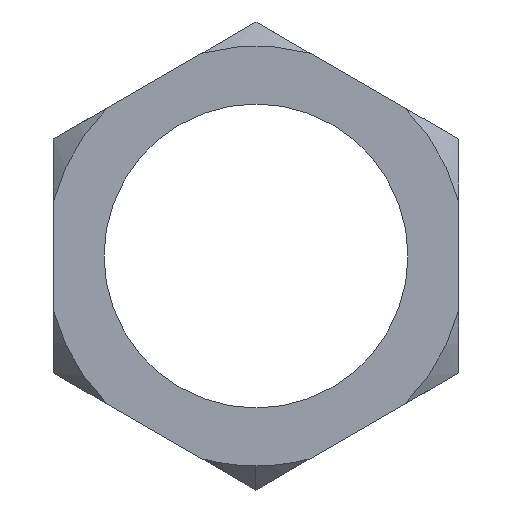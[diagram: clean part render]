
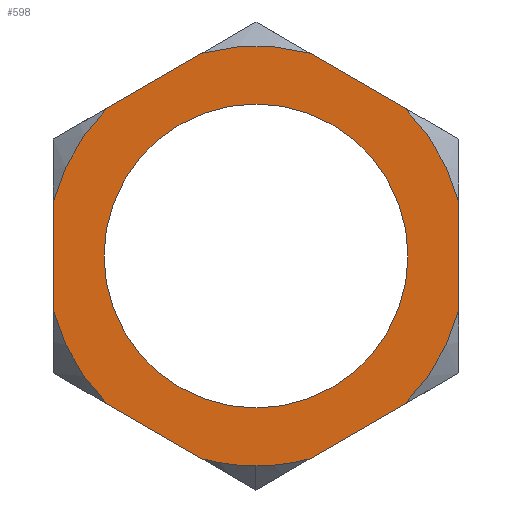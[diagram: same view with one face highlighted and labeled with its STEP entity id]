
A CAD part, left-side view. The second image highlights one B-rep face of the part: STEP entity #598.
In plain terms, the highlighted planar face has unit normal (-1, 0, 0).
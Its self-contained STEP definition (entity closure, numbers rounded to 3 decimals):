
#11 = ORIENTED_EDGE ( 'NONE', *, *, #2283, .F. ) ;
#32 = VERTEX_POINT ( 'NONE', #1032 ) ;
#43 = CIRCLE ( 'NONE', #1561, 21.749 ) ;
#44 = CARTESIAN_POINT ( 'NONE',  ( -9.5, -21., -12.124 ) ) ;
#73 = LINE ( 'NONE', #1870, #454 ) ;
#114 = VERTEX_POINT ( 'NONE', #2228 ) ;
#156 = DIRECTION ( 'NONE',  ( -1., 0., 0. ) ) ;
#159 = LINE ( 'NONE', #1942, #2844 ) ;
#228 = EDGE_CURVE ( 'NONE', #1354, #3454, #887, .T. ) ;
#234 = AXIS2_PLACEMENT_3D ( 'NONE', #2999, #156, #2321 ) ;
#244 = CARTESIAN_POINT ( 'NONE',  ( -9.5, -21., -5.657 ) ) ;
#317 = CARTESIAN_POINT ( 'NONE',  ( -9.5, 0., 15.75 ) ) ;
#380 = CARTESIAN_POINT ( 'NONE',  ( -9.5, -15.399, 15.358 ) ) ;
#454 = VECTOR ( 'NONE', #3844, 1000. ) ;
#503 = ORIENTED_EDGE ( 'NONE', *, *, #1134, .F. ) ;
#515 = ORIENTED_EDGE ( 'NONE', *, *, #2375, .T. ) ;
#557 = ORIENTED_EDGE ( 'NONE', *, *, #1555, .T. ) ;
#571 = ORIENTED_EDGE ( 'NONE', *, *, #941, .F. ) ;
#577 = VECTOR ( 'NONE', #2032, 1000. ) ;
#588 = CARTESIAN_POINT ( 'NONE',  ( -9.5, 0., 0. ) ) ;
#598 = ADVANCED_FACE ( 'NONE', ( #855, #2123 ), #1546, .F. ) ;
#695 = DIRECTION ( 'NONE',  ( -1., 0., 0. ) ) ;
#737 = VERTEX_POINT ( 'NONE', #317 ) ;
#763 = DIRECTION ( 'NONE',  ( 0., 0., -1. ) ) ;
#777 = DIRECTION ( 'NONE',  ( -1., 0., 0. ) ) ;
#799 = DIRECTION ( 'NONE',  ( 0., 0., 1. ) ) ;
#801 = CARTESIAN_POINT ( 'NONE',  ( -9.5, 0., 0. ) ) ;
#803 = EDGE_LOOP ( 'NONE', ( #2810, #3758, #503, #1368, #571, #2698, #11, #557, #812, #3267, #2572, #515, #1662 ) ) ;
#812 = ORIENTED_EDGE ( 'NONE', *, *, #1441, .F. ) ;
#829 = EDGE_CURVE ( 'NONE', #737, #1044, #2946, .T. ) ;
#855 = FACE_BOUND ( 'NONE', #3336, .T. ) ;
#856 = DIRECTION ( 'NONE',  ( 0., 0., 1. ) ) ;
#887 = CIRCLE ( 'NONE', #234, 21.749 ) ;
#914 = DIRECTION ( 'NONE',  ( 0., 0., 1. ) ) ;
#941 = EDGE_CURVE ( 'NONE', #2941, #3454, #1469, .T. ) ;
#962 = AXIS2_PLACEMENT_3D ( 'NONE', #3680, #1447, #763 ) ;
#1032 = CARTESIAN_POINT ( 'NONE',  ( -9.5, 15.399, -15.358 ) ) ;
#1044 = VERTEX_POINT ( 'NONE', #3305 ) ;
#1126 = CIRCLE ( 'NONE', #2504, 21.749 ) ;
#1134 = EDGE_CURVE ( 'NONE', #1354, #1641, #3285, .T. ) ;
#1219 = DIRECTION ( 'NONE',  ( 1., 0., 0. ) ) ;
#1236 = CARTESIAN_POINT ( 'NONE',  ( -9.5, 0., 0. ) ) ;
#1300 = CARTESIAN_POINT ( 'NONE',  ( -9.5, -5.601, -21.015 ) ) ;
#1354 = VERTEX_POINT ( 'NONE', #3280 ) ;
#1368 = ORIENTED_EDGE ( 'NONE', *, *, #228, .T. ) ;
#1441 = EDGE_CURVE ( 'NONE', #114, #1550, #159, .T. ) ;
#1447 = DIRECTION ( 'NONE',  ( 1., 0., 0. ) ) ;
#1451 = CARTESIAN_POINT ( 'NONE',  ( -9.5, 5.601, 21.015 ) ) ;
#1469 = LINE ( 'NONE', #4010, #2782 ) ;
#1509 = DIRECTION ( 'NONE',  ( -1., 0., 0. ) ) ;
#1546 = PLANE ( 'NONE',  #3429 ) ;
#1550 = VERTEX_POINT ( 'NONE', #2772 ) ;
#1555 = EDGE_CURVE ( 'NONE', #2315, #1550, #3994, .T. ) ;
#1561 = AXIS2_PLACEMENT_3D ( 'NONE', #3649, #777, #2327 ) ;
#1589 = DIRECTION ( 'NONE',  ( 0., 0., -1. ) ) ;
#1606 = DIRECTION ( 'NONE',  ( 0., 0., 1. ) ) ;
#1641 = VERTEX_POINT ( 'NONE', #244 ) ;
#1662 = ORIENTED_EDGE ( 'NONE', *, *, #3138, .T. ) ;
#1678 = DIRECTION ( 'NONE',  ( -1., 0., 0. ) ) ;
#1732 = EDGE_CURVE ( 'NONE', #2941, #2034, #1126, .T. ) ;
#1776 = DIRECTION ( 'NONE',  ( -1., 0., 0. ) ) ;
#1815 = CARTESIAN_POINT ( 'NONE',  ( -9.5, 0., 0. ) ) ;
#1837 = DIRECTION ( 'NONE',  ( 1., 0., 0. ) ) ;
#1852 = EDGE_CURVE ( 'NONE', #114, #32, #4099, .T. ) ;
#1870 = CARTESIAN_POINT ( 'NONE',  ( -9.5, 21., 12.124 ) ) ;
#1910 = VERTEX_POINT ( 'NONE', #1300 ) ;
#1929 = CARTESIAN_POINT ( 'NONE',  ( -9.5, 15.399, 15.358 ) ) ;
#1942 = CARTESIAN_POINT ( 'NONE',  ( -9.5, 21., -12.124 ) ) ;
#1995 = AXIS2_PLACEMENT_3D ( 'NONE', #801, #1776, #856 ) ;
#2032 = DIRECTION ( 'NONE',  ( 0., 0.866, -0.5 ) ) ;
#2034 = VERTEX_POINT ( 'NONE', #1451 ) ;
#2123 = FACE_OUTER_BOUND ( 'NONE', #803, .T. ) ;
#2151 = CIRCLE ( 'NONE', #962, 15.75 ) ;
#2176 = AXIS2_PLACEMENT_3D ( 'NONE', #1815, #1509, #799 ) ;
#2213 = DIRECTION ( 'NONE',  ( -1., 0., 0. ) ) ;
#2228 = CARTESIAN_POINT ( 'NONE',  ( -9.5, 21., -5.657 ) ) ;
#2283 = EDGE_CURVE ( 'NONE', #2315, #2034, #73, .T. ) ;
#2315 = VERTEX_POINT ( 'NONE', #1929 ) ;
#2321 = DIRECTION ( 'NONE',  ( 0., 0., 1. ) ) ;
#2327 = DIRECTION ( 'NONE',  ( 0., 0., 1. ) ) ;
#2374 = DIRECTION ( 'NONE',  ( 0., -0.866, -0.5 ) ) ;
#2375 = EDGE_CURVE ( 'NONE', #3780, #2525, #3902, .T. ) ;
#2423 = EDGE_CURVE ( 'NONE', #3780, #32, #2535, .T. ) ;
#2429 = DIRECTION ( 'NONE',  ( 0., 0., -1. ) ) ;
#2495 = EDGE_CURVE ( 'NONE', #1044, #737, #2151, .T. ) ;
#2504 = AXIS2_PLACEMENT_3D ( 'NONE', #588, #2213, #914 ) ;
#2525 = VERTEX_POINT ( 'NONE', #3910 ) ;
#2535 = LINE ( 'NONE', #2867, #2752 ) ;
#2572 = ORIENTED_EDGE ( 'NONE', *, *, #2423, .F. ) ;
#2655 = DIRECTION ( 'NONE',  ( 0., 0., 1. ) ) ;
#2665 = CIRCLE ( 'NONE', #1995, 21.749 ) ;
#2698 = ORIENTED_EDGE ( 'NONE', *, *, #1732, .T. ) ;
#2714 = CARTESIAN_POINT ( 'NONE',  ( -9.5, -15.399, -15.358 ) ) ;
#2740 = CARTESIAN_POINT ( 'NONE',  ( -9.5, 5.601, -21.015 ) ) ;
#2752 = VECTOR ( 'NONE', #3249, 1000. ) ;
#2772 = CARTESIAN_POINT ( 'NONE',  ( -9.5, 21., 5.657 ) ) ;
#2782 = VECTOR ( 'NONE', #2374, 1000. ) ;
#2810 = ORIENTED_EDGE ( 'NONE', *, *, #3040, .F. ) ;
#2832 = AXIS2_PLACEMENT_3D ( 'NONE', #3571, #1678, #3871 ) ;
#2844 = VECTOR ( 'NONE', #2655, 1000. ) ;
#2867 = CARTESIAN_POINT ( 'NONE',  ( -9.5, 0., -24.249 ) ) ;
#2882 = LINE ( 'NONE', #44, #577 ) ;
#2941 = VERTEX_POINT ( 'NONE', #3575 ) ;
#2946 = CIRCLE ( 'NONE', #3153, 15.75 ) ;
#2990 = EDGE_CURVE ( 'NONE', #4052, #1641, #43, .T. ) ;
#2999 = CARTESIAN_POINT ( 'NONE',  ( -9.5, 0., 0. ) ) ;
#3007 = DIRECTION ( 'NONE',  ( 0., 0., -1. ) ) ;
#3040 = EDGE_CURVE ( 'NONE', #4052, #1910, #2882, .T. ) ;
#3138 = EDGE_CURVE ( 'NONE', #2525, #1910, #2665, .T. ) ;
#3153 = AXIS2_PLACEMENT_3D ( 'NONE', #4067, #1219, #1589 ) ;
#3249 = DIRECTION ( 'NONE',  ( 0., 0.866, 0.5 ) ) ;
#3262 = ORIENTED_EDGE ( 'NONE', *, *, #829, .T. ) ;
#3267 = ORIENTED_EDGE ( 'NONE', *, *, #1852, .T. ) ;
#3280 = CARTESIAN_POINT ( 'NONE',  ( -9.5, -21., 5.657 ) ) ;
#3285 = LINE ( 'NONE', #3331, #3931 ) ;
#3305 = CARTESIAN_POINT ( 'NONE',  ( -9.5, 0., -15.75 ) ) ;
#3331 = CARTESIAN_POINT ( 'NONE',  ( -9.5, -21., 12.124 ) ) ;
#3336 = EDGE_LOOP ( 'NONE', ( #3262, #3837 ) ) ;
#3429 = AXIS2_PLACEMENT_3D ( 'NONE', #1236, #1837, #2429 ) ;
#3454 = VERTEX_POINT ( 'NONE', #380 ) ;
#3571 = CARTESIAN_POINT ( 'NONE',  ( -9.5, 0., 0. ) ) ;
#3575 = CARTESIAN_POINT ( 'NONE',  ( -9.5, -5.601, 21.015 ) ) ;
#3649 = CARTESIAN_POINT ( 'NONE',  ( -9.5, 0., 0. ) ) ;
#3680 = CARTESIAN_POINT ( 'NONE',  ( -9.5, 0., 0. ) ) ;
#3758 = ORIENTED_EDGE ( 'NONE', *, *, #2990, .T. ) ;
#3780 = VERTEX_POINT ( 'NONE', #2740 ) ;
#3837 = ORIENTED_EDGE ( 'NONE', *, *, #2495, .T. ) ;
#3844 = DIRECTION ( 'NONE',  ( 0., -0.866, 0.5 ) ) ;
#3871 = DIRECTION ( 'NONE',  ( 0., 0., 1. ) ) ;
#3885 = CARTESIAN_POINT ( 'NONE',  ( -9.5, 0., 0. ) ) ;
#3902 = CIRCLE ( 'NONE', #4084, 21.749 ) ;
#3910 = CARTESIAN_POINT ( 'NONE',  ( -9.5, 0., -21.749 ) ) ;
#3931 = VECTOR ( 'NONE', #3007, 1000. ) ;
#3994 = CIRCLE ( 'NONE', #2176, 21.749 ) ;
#4010 = CARTESIAN_POINT ( 'NONE',  ( -9.5, 0., 24.249 ) ) ;
#4052 = VERTEX_POINT ( 'NONE', #2714 ) ;
#4067 = CARTESIAN_POINT ( 'NONE',  ( -9.5, 0., 0. ) ) ;
#4084 = AXIS2_PLACEMENT_3D ( 'NONE', #3885, #695, #1606 ) ;
#4099 = CIRCLE ( 'NONE', #2832, 21.749 ) ;
